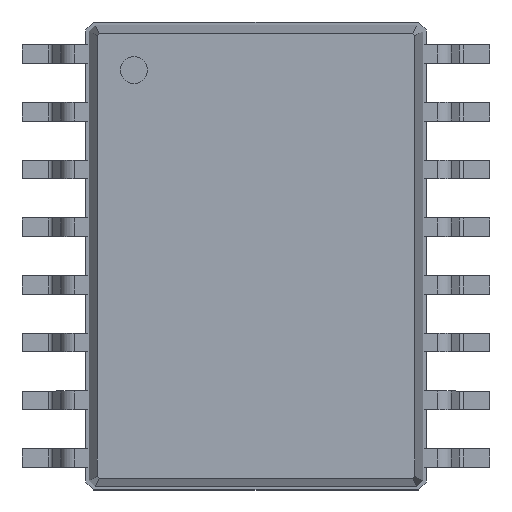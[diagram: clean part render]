
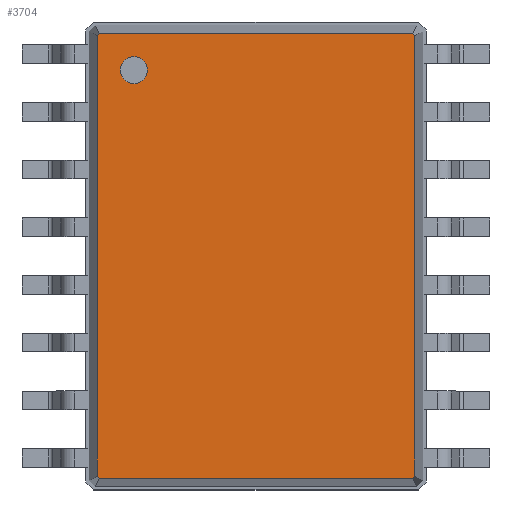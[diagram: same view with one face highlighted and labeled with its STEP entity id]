
A CAD part, top view. The second image highlights one B-rep face of the part: STEP entity #3704.
In plain terms, the highlighted planar face has unit normal (0, 0, 1).
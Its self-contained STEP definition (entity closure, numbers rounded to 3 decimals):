
#13=DIRECTION('',(0.,0.,1.));
#27=VECTOR('',#28,1.);
#28=DIRECTION('',(1.,0.,0.));
#51=VECTOR('',#52,1.);
#52=DIRECTION('',(0.707,-0.707,0.));
#58=VECTOR('',#59,1.);
#59=DIRECTION('',(0.,-1.,0.));
#65=VECTOR('',#66,1.);
#66=DIRECTION('',(-0.707,-0.707,0.));
#72=VECTOR('',#73,1.);
#73=DIRECTION('',(-1.,0.,0.));
#79=VECTOR('',#80,1.);
#80=DIRECTION('',(-0.707,0.707,0.));
#86=VECTOR('',#87,1.);
#87=DIRECTION('',(0.,1.,0.));
#91=VECTOR('',#92,1.);
#92=DIRECTION('',(0.707,0.707,0.));
#1201=VERTEX_POINT('',#1202);
#1202=CARTESIAN_POINT('',(-3.489,4.844,2.75));
#1204=ORIENTED_EDGE('',*,*,#1205,.F.);
#1205=EDGE_CURVE('',#1206,#1201,#1208,.T.);
#1206=VERTEX_POINT('',#1207);
#1207=CARTESIAN_POINT('',(-3.489,-4.844,2.75));
#1208=LINE('',#1207,#86);
#1219=VERTEX_POINT('',#1220);
#1220=CARTESIAN_POINT('',(-3.444,4.889,2.75));
#1222=ORIENTED_EDGE('',*,*,#1223,.F.);
#1223=EDGE_CURVE('',#1201,#1219,#1224,.T.);
#1224=LINE('',#1202,#91);
#1233=VERTEX_POINT('',#1234);
#1234=CARTESIAN_POINT('',(3.444,4.889,2.75));
#1236=ORIENTED_EDGE('',*,*,#1237,.F.);
#1237=EDGE_CURVE('',#1219,#1233,#1238,.T.);
#1238=LINE('',#1220,#27);
#1247=VERTEX_POINT('',#1248);
#1248=CARTESIAN_POINT('',(3.489,4.844,2.75));
#1250=ORIENTED_EDGE('',*,*,#1251,.F.);
#1251=EDGE_CURVE('',#1233,#1247,#1252,.T.);
#1252=LINE('',#1234,#51);
#1325=VERTEX_POINT('',#1326);
#1326=CARTESIAN_POINT('',(3.489,-4.844,2.75));
#1328=ORIENTED_EDGE('',*,*,#1329,.F.);
#1329=EDGE_CURVE('',#1247,#1325,#1330,.T.);
#1330=LINE('',#1248,#58);
#3704=ADVANCED_FACE('',(#3705,#3720),#3730,.T.);
#3705=FACE_BOUND('',#3706,.T.);
#3706=EDGE_LOOP('',(#1236,#1222,#1204,#3707,#3712,#3717,#1328,#1250));
#3707=ORIENTED_EDGE('',*,*,#3708,.F.);
#3708=EDGE_CURVE('',#3709,#1206,#3711,.T.);
#3709=VERTEX_POINT('',#3710);
#3710=CARTESIAN_POINT('',(-3.444,-4.889,2.75));
#3711=LINE('',#3710,#79);
#3712=ORIENTED_EDGE('',*,*,#3713,.F.);
#3713=EDGE_CURVE('',#3714,#3709,#3716,.T.);
#3714=VERTEX_POINT('',#3715);
#3715=CARTESIAN_POINT('',(3.444,-4.889,2.75));
#3716=LINE('',#3715,#72);
#3717=ORIENTED_EDGE('',*,*,#3718,.F.);
#3718=EDGE_CURVE('',#1325,#3714,#3719,.T.);
#3719=LINE('',#1326,#65);
#3720=FACE_BOUND('',#3721,.T.);
#3721=EDGE_LOOP('',(#3722));
#3722=ORIENTED_EDGE('',*,*,#3723,.T.);
#3723=EDGE_CURVE('',#3724,#3724,#3726,.T.);
#3724=VERTEX_POINT('',#3725);
#3725=CARTESIAN_POINT('',(-2.689,3.789,2.75));
#3726=CIRCLE('',#3727,0.3);
#3727=AXIS2_PLACEMENT_3D('',#3728,#3729,#59);
#3728=CARTESIAN_POINT('',(-2.689,4.089,2.75));
#3729=DIRECTION('',(0.,-0.,-1.));
#3730=PLANE('',#3731);
#3731=AXIS2_PLACEMENT_3D('',#1220,#13,#3732);
#3732=DIRECTION('',(0.576,-0.817,0.));
